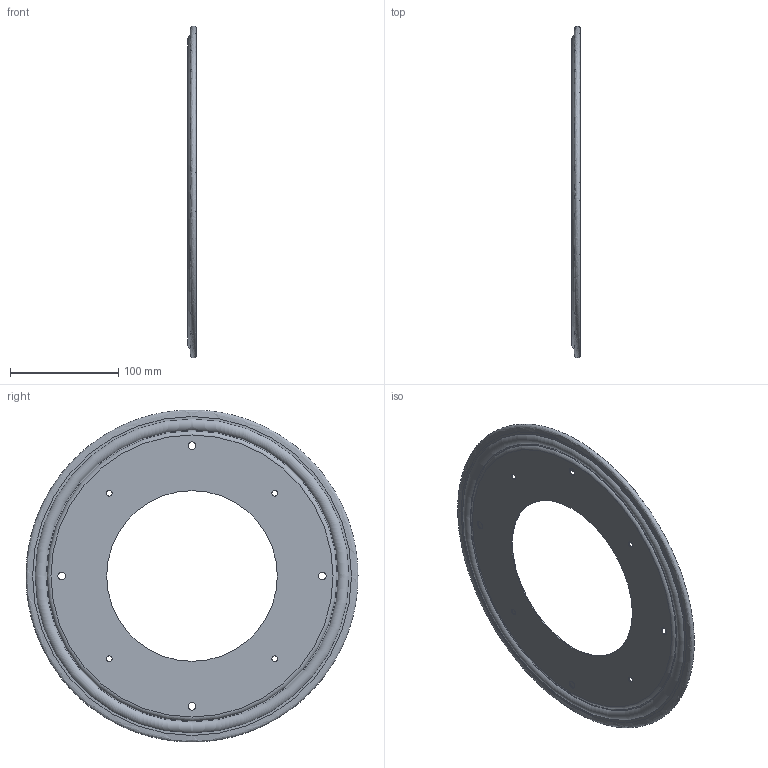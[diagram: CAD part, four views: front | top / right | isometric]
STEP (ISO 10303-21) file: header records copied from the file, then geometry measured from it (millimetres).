
FILE_DESCRIPTION(/* description */ ('Lazy Susan 12C'),/* implementation_level */ '2;1');
FILE_NAME(/* name */ 'BRG_LazySusan_12C9045G.ipt.stp',/* time_stamp */ '2016-01-07T16:35:36-08:00',/* author */ ('Autodesk Inc.'),/* organization */ ('Autodesk Inc.'),/* preprocessor_version */ 'ST-DEVELOPER v16.1',/* originating_system */ 'Autodesk Inventor 2016',/* authorisation */ '');
FILE_SCHEMA (('AUTOMOTIVE_DESIGN { 1 0 10303 214 3 1 1 }'));
Length unit declared in the file: inch
Products named in the file (1): BRG_LazySusan_12C9045G
Bounding box: 7.97 x 306.44 x 306.41 mm (x, y, z)
Volume: 77880.4 mm3; surface area: 187885.6 mm2
Topology: 1 solids, 3 shells, 38 faces, 98 edges, 66 vertices
Faces by surface type: cylinder 18, torus 12, plane 6, bspline 2
Full cylindrical faces by diameter (mm): 5.156 x8, 7.137 x8, 157.505 x1, 229.794 x1
Entity records: 1658 total; most frequent: CARTESIAN_POINT 735, DIRECTION 182, ORIENTED_EDGE 112, EDGE_LOOP 106, AXIS2_PLACEMENT_3D 91, FACE_BOUND 68, EDGE_CURVE 56, CIRCLE 54
